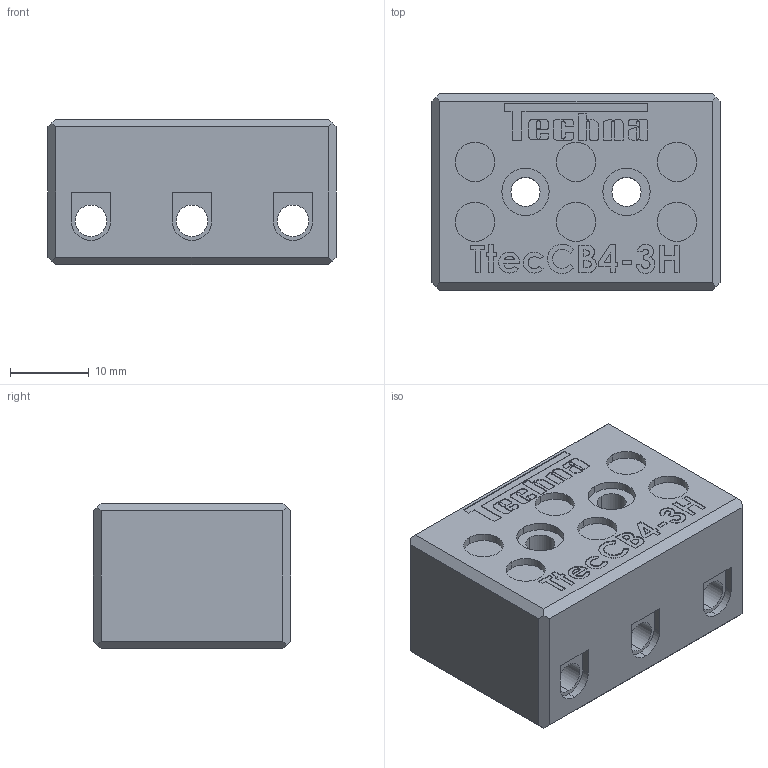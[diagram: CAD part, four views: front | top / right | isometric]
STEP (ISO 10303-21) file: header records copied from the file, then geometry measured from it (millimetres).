
FILE_DESCRIPTION (( 'STEP AP214' ), '1' );
FILE_NAME ('TtecCB4-3H.STEP', '2020-06-10T06:46:42', ( '' ), ( '' ), 'SwSTEP 2.0', 'SolidWorks 2020', '' );
FILE_SCHEMA (( 'AUTOMOTIVE_DESIGN' ));
Length unit declared in the file: millimetre
Products named in the file (1): TtecCB4-3H
Bounding box: 36.5 x 25 x 18.5 mm (x, y, z)
Volume: 15133.8 mm3; surface area: 5345 mm2
Topology: 1 solids, 1 shells, 346 faces, 924 edges, 616 vertices
Faces by surface type: plane 203, cylinder 96, bspline 47
Entity records: 16156 total; most frequent: CARTESIAN_POINT 4806, ORIENTED_EDGE 1848, DIRECTION 1622, EDGE_CURVE 924, VECTOR 638, LINE 638, VERTEX_POINT 616, AXIS2_PLACEMENT_3D 492
